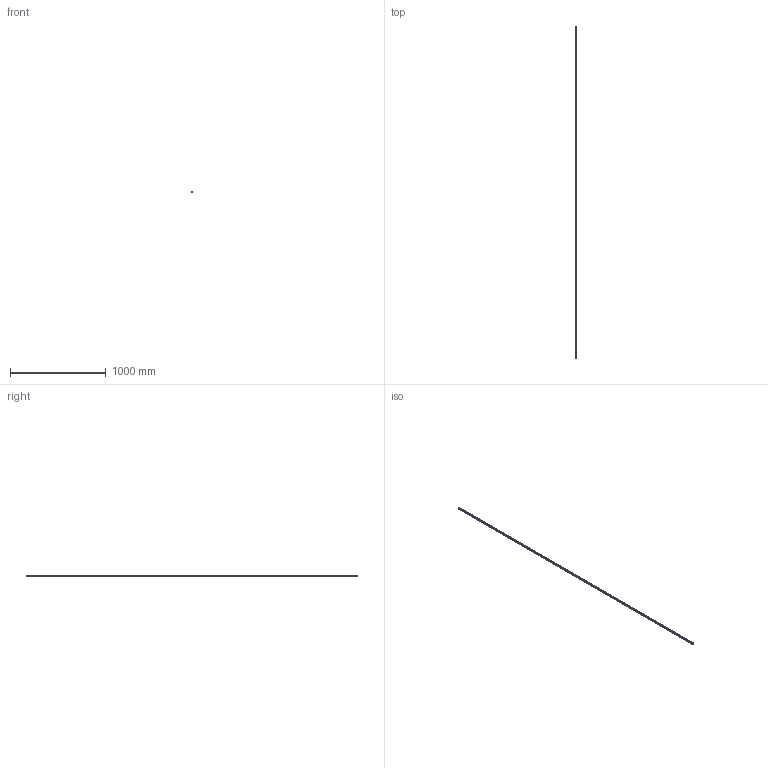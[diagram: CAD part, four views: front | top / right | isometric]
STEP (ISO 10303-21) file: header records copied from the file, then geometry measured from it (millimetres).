
FILE_DESCRIPTION(('STEP AP214'),'1');
FILE_NAME('cctmp_CB70048B-14B9-4AD5-BD42-577C1EC317A6_2021_01_19_13_21_14_0586..stp','2021-01-19T12:21:14',('HIWIN GmbH'),('CADClick - www.CADClick.com'),'Spatial InterOp 3D',' ','unknown authorization');
FILE_SCHEMA(('AUTOMOTIVE_DESIGN'));
Length unit declared in the file: millimetre
Products named in the file (1): HGR15T3470C_FILE
Bounding box: 15 x 3470 x 15 mm (x, y, z)
Volume: 651340.8 mm3; surface area: 220062.7 mm2
Topology: 1 solids, 1 shells, 347 faces, 907 edges, 508 vertices
Faces by surface type: cylinder 142, cone 116, plane 89
Entity records: 12545 total; most frequent: DIRECTION 1771, CARTESIAN_POINT 1647, ORIENTED_EDGE 1582, EDGE_CURVE 791, AXIS2_PLACEMENT_3D 632, VERTEX_POINT 508, LINE 507, VECTOR 507
